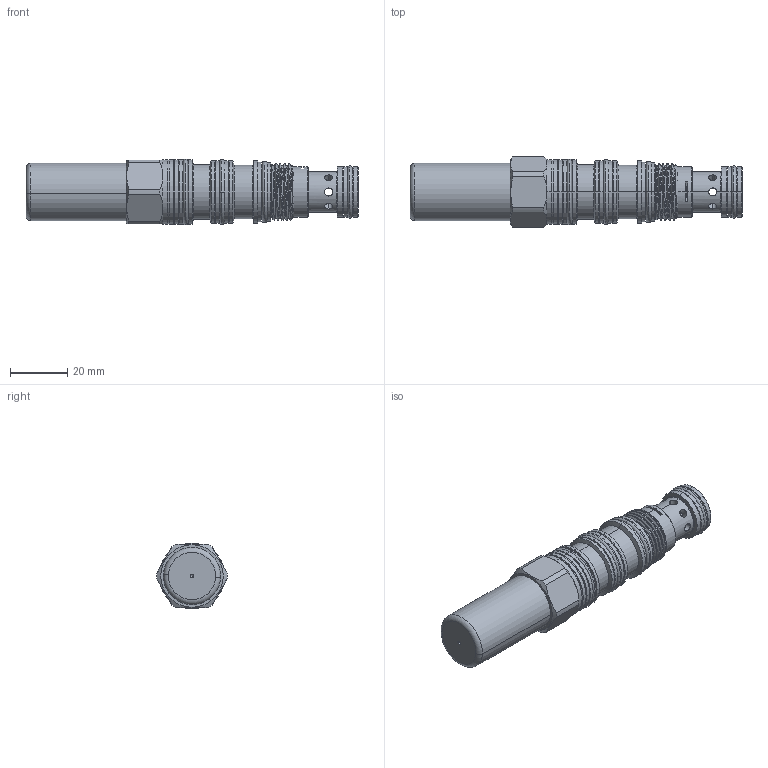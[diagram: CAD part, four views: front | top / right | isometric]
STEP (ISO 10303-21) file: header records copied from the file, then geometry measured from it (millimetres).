
FILE_DESCRIPTION (( 'STEP AP203' ), '1' );
FILE_NAME ('LN21A4P-C.STEP', '2020-03-23T01:33:52', ( '' ), ( '' ), 'SwSTEP 2.0', 'SolidWorks 2018', '' );
FILE_SCHEMA (( 'CONFIG_CONTROL_DESIGN' ));
Length unit declared in the file: millimetre
Products named in the file (1): LN21A4P-C
Bounding box: 115.78 x 24.59 x 22.98 mm (x, y, z)
Volume: 21740.2 mm3; surface area: 20138.6 mm2
Topology: 13 solids, 13 shells, 373 faces, 882 edges, 544 vertices
Faces by surface type: cylinder 166, plane 83, torus 57, cone 56, bspline 9, sphere 2
Entity records: 18946 total; most frequent: CARTESIAN_POINT 10362, DIRECTION 1836, ORIENTED_EDGE 1756, EDGE_CURVE 878, AXIS2_PLACEMENT_3D 786, VERTEX_POINT 544, EDGE_LOOP 430, CIRCLE 421
